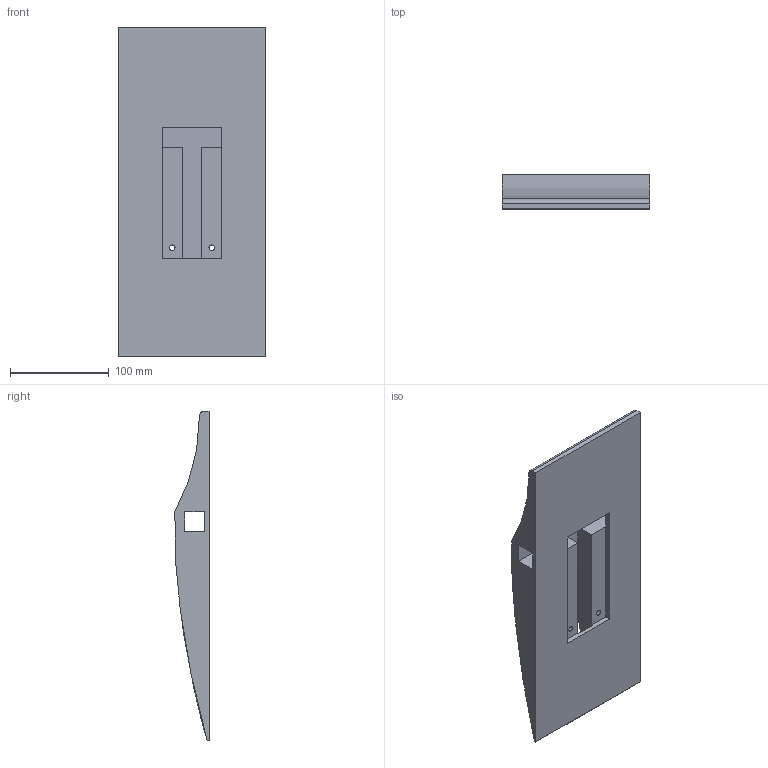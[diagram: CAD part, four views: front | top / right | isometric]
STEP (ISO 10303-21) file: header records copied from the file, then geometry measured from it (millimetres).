
FILE_DESCRIPTION(/* description */ (''),/* implementation_level */ '2;1');
FILE_NAME(/* name */ 'WingBox.stp',/* time_stamp */ '2025-08-07T00:54:52-04:00',/* author */ ('Cupri'),/* organization */ (''),/* preprocessor_version */ 'ST-DEVELOPER v20.1',/* originating_system */ 'Autodesk Inventor 2026',/* authorisation */ '');
FILE_SCHEMA (('AUTOMOTIVE_DESIGN { 1 0 10303 214 3 1 1 }'));
Length unit declared in the file: millimetre
Products named in the file (1): WingBox
Bounding box: 150 x 34.76 x 334.76 mm (x, y, z)
Volume: 942650.3 mm3; surface area: 135470.7 mm2
Topology: 1 solids, 1 shells, 31 faces, 105 edges, 91 vertices
Faces by surface type: plane 24, cylinder 6, bspline 1
Full cylindrical faces by diameter (mm): 5.5 x2, 8.5 x2
Entity records: 1676 total; most frequent: CARTESIAN_POINT 749, ORIENTED_EDGE 178, DIRECTION 155, EDGE_CURVE 89, LINE 69, VECTOR 69, VERTEX_POINT 60, AXIS2_PLACEMENT_3D 43
